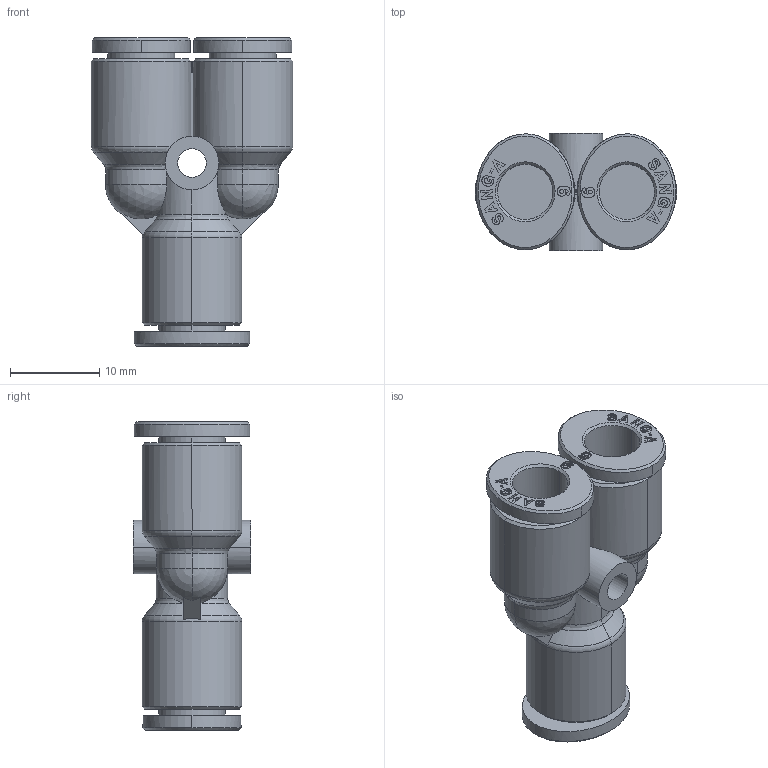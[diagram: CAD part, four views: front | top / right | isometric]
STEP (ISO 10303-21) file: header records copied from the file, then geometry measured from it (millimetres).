
FILE_DESCRIPTION((''),'2;1');
FILE_NAME('GPY 06(3D).stp','2012-12-26T19:08:03',(''),(''),'Mechanical Desktop.R8.0.24.0','Mechanical Desktop.R8.0.24.0',', , ');
FILE_SCHEMA(('CONFIG_CONTROL_DESIGN'));
Length unit declared in the file: millimetre
Products named in the file (2): GPY 06(3D); ºÎÇ°1
Assembly tree (1 placements, depth 2):
  GPY 06(3D)
    ºÎÇ°1
Bounding box: 22.6 x 13.2 x 34.6 mm (x, y, z)
Volume: 3457.2 mm3; surface area: 3607.9 mm2
Topology: 1 solids, 1 shells, 717 faces, 1995 edges, 1313 vertices
Faces by surface type: plane 515, bspline 99, cylinder 66, cone 21, torus 11, sphere 5
Entity records: 25718 total; most frequent: CARTESIAN_POINT 7469, ORIENTED_EDGE 3978, DIRECTION 3491, EDGE_CURVE 1989, VECTOR 1563, LINE 1563, VERTEX_POINT 1313, AXIS2_PLACEMENT_3D 964
